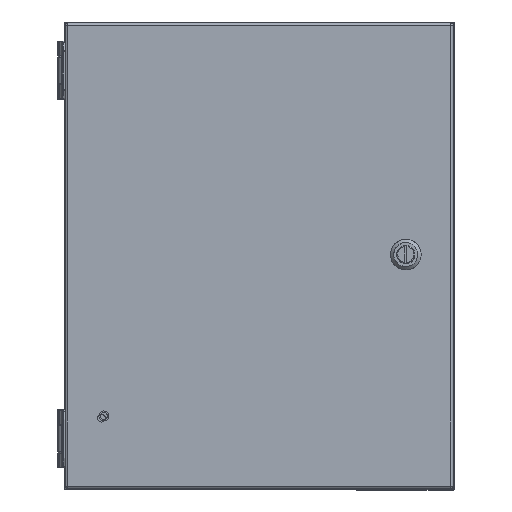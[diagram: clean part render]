
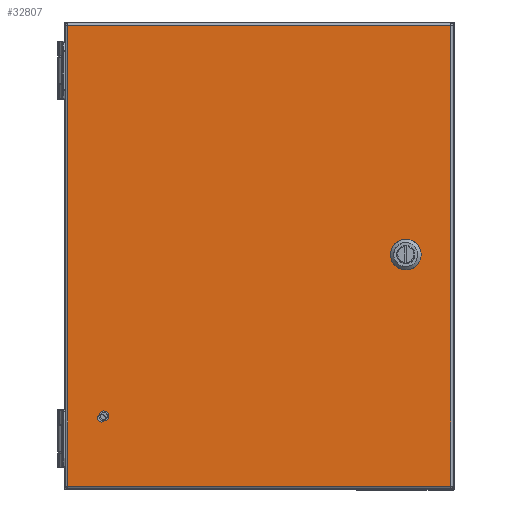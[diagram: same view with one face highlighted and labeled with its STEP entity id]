
A CAD part, top view. The second image highlights one B-rep face of the part: STEP entity #32807.
In plain terms, the highlighted planar face has unit normal (0, 0, 1).
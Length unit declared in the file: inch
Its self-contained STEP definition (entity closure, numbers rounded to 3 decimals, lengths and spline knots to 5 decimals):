
#409 = CARTESIAN_POINT ( 'NONE',  ( 4.90945, 5.91, 6.18453 ) ) ;
#533 = DIRECTION ( 'NONE',  ( -1., 0., 0. ) ) ;
#693 = EDGE_CURVE ( 'NONE', #48669, #41662, #10593, .T. ) ;
#774 = DIRECTION ( 'NONE',  ( 0., 0., 1. ) ) ;
#1010 = CARTESIAN_POINT ( 'NONE',  ( -4.97055, -6.03, 6.18453 ) ) ;
#1492 = LINE ( 'NONE', #35526, #37433 ) ;
#1900 = VECTOR ( 'NONE', #46508, 39.37008 ) ;
#2604 = DIRECTION ( 'NONE',  ( 0., 0., 1. ) ) ;
#3249 = PLANE ( 'NONE',  #23267 ) ;
#3374 = CIRCLE ( 'NONE', #56062, 0.32 ) ;
#4962 = VERTEX_POINT ( 'NONE', #45538 ) ;
#6249 = LINE ( 'NONE', #35983, #20531 ) ;
#6252 = CARTESIAN_POINT ( 'NONE',  ( 2.17746, -1.23754, 6.18453 ) ) ;
#6901 = ORIENTED_EDGE ( 'NONE', *, *, #59955, .F. ) ;
#7072 = DIRECTION ( 'NONE',  ( 0.707, -0.707, 0. ) ) ;
#7518 = FACE_OUTER_BOUND ( 'NONE', #43825, .T. ) ;
#7637 = EDGE_CURVE ( 'NONE', #39880, #45602, #52362, .T. ) ;
#7645 = CARTESIAN_POINT ( 'NONE',  ( 3.44392, -0.14797, 6.18453 ) ) ;
#9347 = EDGE_CURVE ( 'NONE', #41662, #22611, #62859, .T. ) ;
#9904 = LINE ( 'NONE', #30019, #48663 ) ;
#10452 = CARTESIAN_POINT ( 'NONE',  ( -4.09555, -4.22, 6.18453 ) ) ;
#10593 = LINE ( 'NONE', #1010, #36945 ) ;
#12159 = CIRCLE ( 'NONE', #15328, 0.32 ) ;
#12509 = FACE_BOUND ( 'NONE', #30967, .T. ) ;
#13152 = VERTEX_POINT ( 'NONE', #23630 ) ;
#14215 = CIRCLE ( 'NONE', #23717, 0.32 ) ;
#15328 = AXIS2_PLACEMENT_3D ( 'NONE', #41059, #30241, #65140 ) ;
#15832 = CARTESIAN_POINT ( 'NONE',  ( -4.97055, 5.91, 6.18453 ) ) ;
#16145 = AXIS2_PLACEMENT_3D ( 'NONE', #10452, #61831, #16679 ) ;
#16339 = EDGE_LOOP ( 'NONE', ( #22040, #48532, #30661, #50058, #46427, #47450, #27276, #37720 ) ) ;
#16679 = DIRECTION ( 'NONE',  ( 1., 0., 0. ) ) ;
#16892 = EDGE_CURVE ( 'NONE', #39880, #50036, #14215, .T. ) ;
#17229 = CARTESIAN_POINT ( 'NONE',  ( 2.17746, 1.11848, 6.18453 ) ) ;
#17341 = EDGE_CURVE ( 'NONE', #57159, #48669, #1492, .T. ) ;
#17730 = DIRECTION ( 'NONE',  ( 1., 0., 0. ) ) ;
#20531 = VECTOR ( 'NONE', #56091, 39.37008 ) ;
#21170 = DIRECTION ( 'NONE',  ( 0., -1., 0. ) ) ;
#21266 = VERTEX_POINT ( 'NONE', #21890 ) ;
#21890 = CARTESIAN_POINT ( 'NONE',  ( 3.66301, -0.36706, 6.18453 ) ) ;
#22040 = ORIENTED_EDGE ( 'NONE', *, *, #16892, .F. ) ;
#22359 = CARTESIAN_POINT ( 'NONE',  ( 4.96945, -5.97, 6.18453 ) ) ;
#22412 = CARTESIAN_POINT ( 'NONE',  ( 0.99945, -0.05953, 6.18453 ) ) ;
#22413 = VERTEX_POINT ( 'NONE', #49044 ) ;
#22611 = VERTEX_POINT ( 'NONE', #33182 ) ;
#23267 = AXIS2_PLACEMENT_3D ( 'NONE', #22412, #2604, #63251 ) ;
#23630 = CARTESIAN_POINT ( 'NONE',  ( 3.8399, -0.36706, 6.18453 ) ) ;
#23676 = CARTESIAN_POINT ( 'NONE',  ( 3.44392, 0.02892, 6.18453 ) ) ;
#23717 = AXIS2_PLACEMENT_3D ( 'NONE', #44808, #45470, #54688 ) ;
#23905 = EDGE_CURVE ( 'NONE', #22413, #49475, #37183, .T. ) ;
#25000 = CARTESIAN_POINT ( 'NONE',  ( 3.8399, 0.24801, 6.18453 ) ) ;
#25086 = DIRECTION ( 'NONE',  ( -0.707, -0.707, 0. ) ) ;
#25828 = DIRECTION ( 'NONE',  ( 1., 0., 0. ) ) ;
#26596 = AXIS2_PLACEMENT_3D ( 'NONE', #35777, #774, #55197 ) ;
#27114 = ORIENTED_EDGE ( 'NONE', *, *, #9347, .T. ) ;
#27276 = ORIENTED_EDGE ( 'NONE', *, *, #51413, .F. ) ;
#28029 = ORIENTED_EDGE ( 'NONE', *, *, #17341, .T. ) ;
#28386 = VECTOR ( 'NONE', #37374, 39.37008 ) ;
#30019 = CARTESIAN_POINT ( 'NONE',  ( 2.57344, -1.63352, 6.18453 ) ) ;
#30125 = CARTESIAN_POINT ( 'NONE',  ( 3.75145, -0.05953, 6.18453 ) ) ;
#30241 = DIRECTION ( 'NONE',  ( 0., 0., 1. ) ) ;
#30661 = ORIENTED_EDGE ( 'NONE', *, *, #63596, .F. ) ;
#30967 = EDGE_LOOP ( 'NONE', ( #6901 ) ) ;
#32807 = ADVANCED_FACE ( 'NONE', ( #37886, #12509, #7518 ), #3249, .T. ) ;
#33182 = CARTESIAN_POINT ( 'NONE',  ( 4.90945, -5.97, 6.18453 ) ) ;
#34541 = CARTESIAN_POINT ( 'NONE',  ( -4.97055, -5.97, 6.18453 ) ) ;
#35526 = CARTESIAN_POINT ( 'NONE',  ( -5.03055, 5.91, 6.18453 ) ) ;
#35777 = CARTESIAN_POINT ( 'NONE',  ( 3.75145, -0.05953, 6.18453 ) ) ;
#35983 = CARTESIAN_POINT ( 'NONE',  ( 4.90945, 5.97, 6.18453 ) ) ;
#36945 = VECTOR ( 'NONE', #21170, 39.37008 ) ;
#37088 = EDGE_CURVE ( 'NONE', #21266, #50036, #62365, .T. ) ;
#37183 = CIRCLE ( 'NONE', #26596, 0.32 ) ;
#37374 = DIRECTION ( 'NONE',  ( -0.707, 0.707, 0. ) ) ;
#37433 = VECTOR ( 'NONE', #533, 39.37008 ) ;
#37720 = ORIENTED_EDGE ( 'NONE', *, *, #37088, .T. ) ;
#37886 = FACE_BOUND ( 'NONE', #16339, .T. ) ;
#39314 = CIRCLE ( 'NONE', #16145, 0.09805 ) ;
#39797 = ORIENTED_EDGE ( 'NONE', *, *, #42304, .T. ) ;
#39880 = VERTEX_POINT ( 'NONE', #23676 ) ;
#41059 = CARTESIAN_POINT ( 'NONE',  ( 3.75145, -0.05953, 6.18453 ) ) ;
#41349 = LINE ( 'NONE', #61465, #50899 ) ;
#41662 = VERTEX_POINT ( 'NONE', #34541 ) ;
#41708 = EDGE_CURVE ( 'NONE', #59021, #49475, #41349, .T. ) ;
#42304 = EDGE_CURVE ( 'NONE', #22611, #57159, #6249, .T. ) ;
#43825 = EDGE_LOOP ( 'NONE', ( #39797, #28029, #50812, #27114 ) ) ;
#44808 = CARTESIAN_POINT ( 'NONE',  ( 3.75145, -0.05953, 6.18453 ) ) ;
#45470 = DIRECTION ( 'NONE',  ( 0., 0., 1. ) ) ;
#45538 = CARTESIAN_POINT ( 'NONE',  ( -3.9975, -4.22, 6.18453 ) ) ;
#45602 = VERTEX_POINT ( 'NONE', #55462 ) ;
#46427 = ORIENTED_EDGE ( 'NONE', *, *, #23905, .F. ) ;
#46508 = DIRECTION ( 'NONE',  ( 0.707, 0.707, 0. ) ) ;
#47450 = ORIENTED_EDGE ( 'NONE', *, *, #57769, .T. ) ;
#48532 = ORIENTED_EDGE ( 'NONE', *, *, #7637, .T. ) ;
#48663 = VECTOR ( 'NONE', #25086, 39.37008 ) ;
#48669 = VERTEX_POINT ( 'NONE', #15832 ) ;
#49044 = CARTESIAN_POINT ( 'NONE',  ( 4.05899, -0.14797, 6.18453 ) ) ;
#49475 = VERTEX_POINT ( 'NONE', #60908 ) ;
#50036 = VERTEX_POINT ( 'NONE', #7645 ) ;
#50058 = ORIENTED_EDGE ( 'NONE', *, *, #41708, .T. ) ;
#50812 = ORIENTED_EDGE ( 'NONE', *, *, #693, .T. ) ;
#50899 = VECTOR ( 'NONE', #7072, 39.37008 ) ;
#51413 = EDGE_CURVE ( 'NONE', #21266, #13152, #3374, .T. ) ;
#52362 = LINE ( 'NONE', #6252, #1900 ) ;
#54688 = DIRECTION ( 'NONE',  ( 1., 0., 0. ) ) ;
#55197 = DIRECTION ( 'NONE',  ( 1., 0., 0. ) ) ;
#55462 = CARTESIAN_POINT ( 'NONE',  ( 3.66301, 0.24801, 6.18453 ) ) ;
#55844 = DIRECTION ( 'NONE',  ( 0., 0., 1. ) ) ;
#56062 = AXIS2_PLACEMENT_3D ( 'NONE', #30125, #55844, #25828 ) ;
#56091 = DIRECTION ( 'NONE',  ( 0., 1., 0. ) ) ;
#56956 = VECTOR ( 'NONE', #17730, 39.37008 ) ;
#57159 = VERTEX_POINT ( 'NONE', #409 ) ;
#57769 = EDGE_CURVE ( 'NONE', #22413, #13152, #9904, .T. ) ;
#59021 = VERTEX_POINT ( 'NONE', #25000 ) ;
#59955 = EDGE_CURVE ( 'NONE', #4962, #4962, #39314, .T. ) ;
#60908 = CARTESIAN_POINT ( 'NONE',  ( 4.05899, 0.02892, 6.18453 ) ) ;
#61465 = CARTESIAN_POINT ( 'NONE',  ( 2.57344, 1.51446, 6.18453 ) ) ;
#61831 = DIRECTION ( 'NONE',  ( 0., 0., 1. ) ) ;
#62365 = LINE ( 'NONE', #17229, #28386 ) ;
#62859 = LINE ( 'NONE', #22359, #56956 ) ;
#63251 = DIRECTION ( 'NONE',  ( 1., 0., 0. ) ) ;
#63596 = EDGE_CURVE ( 'NONE', #59021, #45602, #12159, .T. ) ;
#65140 = DIRECTION ( 'NONE',  ( 1., 0., 0. ) ) ;
